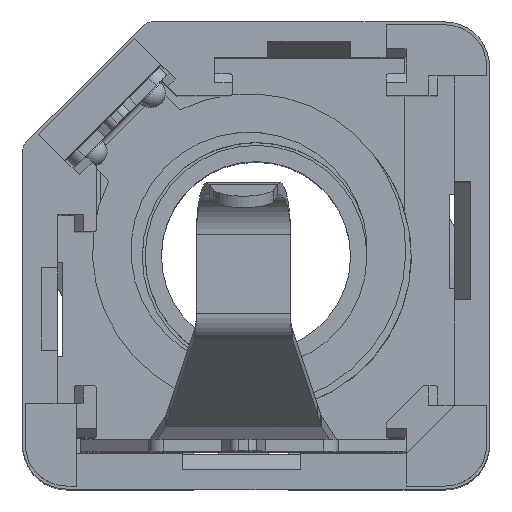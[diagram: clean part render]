
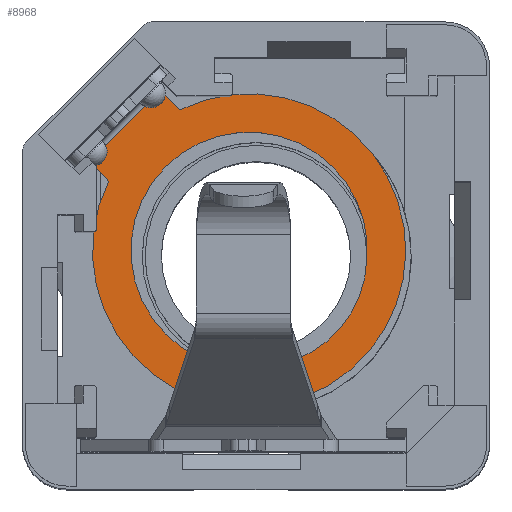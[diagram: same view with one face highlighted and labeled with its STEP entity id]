
A CAD part, top view. The second image highlights one B-rep face of the part: STEP entity #8968.
In plain terms, the highlighted planar face has unit normal (0, 0, 1).
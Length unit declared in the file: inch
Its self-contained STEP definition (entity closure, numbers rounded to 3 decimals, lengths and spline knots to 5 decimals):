
#279=FACE_BOUND('',#1352,.T.);
#490=PLANE('',#9496);
#874=FACE_OUTER_BOUND('',#1351,.T.);
#1351=EDGE_LOOP('',(#7220,#7221,#7222,#7223));
#1352=EDGE_LOOP('',(#7224,#7225));
#2137=LINE('',#16129,#3033);
#2170=LINE('',#16243,#3066);
#2171=LINE('',#16245,#3067);
#3033=VECTOR('',#10931,0.03662);
#3066=VECTOR('',#11044,0.03662);
#3067=VECTOR('',#11047,0.13386);
#3397=CIRCLE('',#9454,0.20866);
#3422=CIRCLE('',#9497,0.15748);
#3423=CIRCLE('',#9498,0.15748);
#4030=VERTEX_POINT('',#16122);
#4031=VERTEX_POINT('',#16124);
#4032=VERTEX_POINT('',#16128);
#4073=VERTEX_POINT('',#16239);
#4074=VERTEX_POINT('',#16246);
#4075=VERTEX_POINT('',#16247);
#5113=EDGE_CURVE('',#4030,#4031,#3397,.T.);
#5115=EDGE_CURVE('',#4032,#4031,#2137,.T.);
#5172=EDGE_CURVE('',#4030,#4073,#2170,.T.);
#5173=EDGE_CURVE('',#4073,#4032,#2171,.T.);
#5174=EDGE_CURVE('',#4074,#4075,#3422,.T.);
#5175=EDGE_CURVE('',#4075,#4074,#3423,.T.);
#7220=ORIENTED_EDGE('',*,*,#5113,.F.);
#7221=ORIENTED_EDGE('',*,*,#5172,.T.);
#7222=ORIENTED_EDGE('',*,*,#5173,.T.);
#7223=ORIENTED_EDGE('',*,*,#5115,.T.);
#7224=ORIENTED_EDGE('',*,*,#5174,.T.);
#7225=ORIENTED_EDGE('',*,*,#5175,.T.);
#8968=ADVANCED_FACE('',(#874,#279),#490,.T.);
#9454=AXIS2_PLACEMENT_3D('',#16125,#10926,#10927);
#9496=AXIS2_PLACEMENT_3D('',#16244,#11045,#11046);
#9497=AXIS2_PLACEMENT_3D('',#16248,#11048,#11049);
#9498=AXIS2_PLACEMENT_3D('',#16249,#11050,#11051);
#10926=DIRECTION('center_axis',(0.,0.,
-1.));
#10927=DIRECTION('ref_axis',(-0.443,0.897,0.));
#10931=DIRECTION('',(0.707,-0.707,0.));
#11044=DIRECTION('',(-0.707,0.707,0.));
#11045=DIRECTION('center_axis',(0.,0.,
1.));
#11046=DIRECTION('ref_axis',(0.707,0.707,0.));
#11047=DIRECTION('',(-0.707,-0.707,0.));
#11048=DIRECTION('center_axis',(0.,0.,
-1.));
#11049=DIRECTION('ref_axis',(0.707,0.707,0.));
#11050=DIRECTION('center_axis',(0.,0.,
-1.));
#11051=DIRECTION('ref_axis',(0.707,0.707,0.));
#16122=CARTESIAN_POINT('',(0.20948,0.50582,-0.57087));
#16124=CARTESIAN_POINT('',(0.11483,0.41117,-0.57087));
#16125=CARTESIAN_POINT('Origin',(0.30191,0.31875,-0.57087));
#16128=CARTESIAN_POINT('',(0.08894,0.43706,-0.57087));
#16129=CARTESIAN_POINT('',(0.08894,0.43706,-0.57087));
#16239=CARTESIAN_POINT('',(0.18359,0.53171,-0.57087));
#16243=CARTESIAN_POINT('',(0.20948,0.50582,-0.57087));
#16244=CARTESIAN_POINT('Origin',(0.30191,0.31875,-0.57087));
#16245=CARTESIAN_POINT('',(0.18359,0.53171,-0.57087));
#16246=CARTESIAN_POINT('',(0.41326,0.4301,-0.57087));
#16247=CARTESIAN_POINT('',(0.19055,0.20739,-0.57087));
#16248=CARTESIAN_POINT('Origin',(0.30191,0.31875,-0.57087));
#16249=CARTESIAN_POINT('Origin',(0.30191,0.31875,-0.57087));
